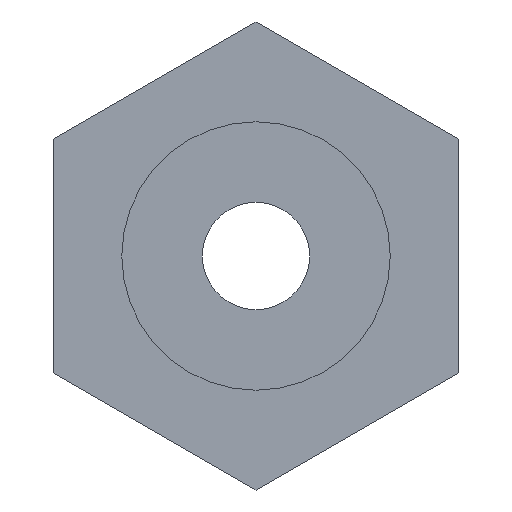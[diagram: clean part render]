
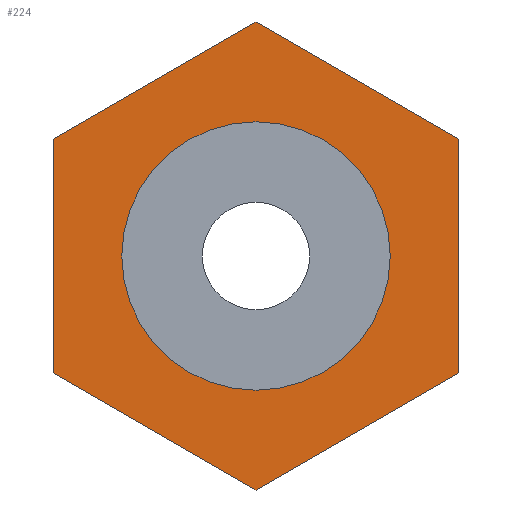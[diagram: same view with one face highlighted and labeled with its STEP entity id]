
A CAD part, front view. The second image highlights one B-rep face of the part: STEP entity #224.
In plain terms, the highlighted planar face has unit normal (0, -1, 0).
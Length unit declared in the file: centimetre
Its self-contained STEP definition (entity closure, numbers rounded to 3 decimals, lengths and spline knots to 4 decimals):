
#18 = DIRECTION ( 'NONE',  ( -0.866, 0., 0.5 ) ) ;
#26 = DIRECTION ( 'NONE',  ( -0.866, 0., -0.5 ) ) ;
#27 = EDGE_LOOP ( 'NONE', ( #176, #380 ) ) ;
#34 = DIRECTION ( 'NONE',  ( 0., 0., 1. ) ) ;
#45 = DIRECTION ( 'NONE',  ( 0., 0., 1. ) ) ;
#52 = VERTEX_POINT ( 'NONE', #300 ) ;
#67 = VERTEX_POINT ( 'NONE', #538 ) ;
#69 = LINE ( 'NONE', #464, #73 ) ;
#73 = VECTOR ( 'NONE', #26, 100. ) ;
#115 = EDGE_CURVE ( 'NONE', #67, #228, #233, .T. ) ;
#116 = VERTEX_POINT ( 'NONE', #320 ) ;
#122 = EDGE_CURVE ( 'NONE', #116, #422, #461, .T. ) ;
#123 = PLANE ( 'NONE',  #356 ) ;
#128 = DIRECTION ( 'NONE',  ( 0., 0., 1. ) ) ;
#131 = EDGE_CURVE ( 'NONE', #408, #116, #345, .T. ) ;
#135 = LINE ( 'NONE', #615, #193 ) ;
#136 = CARTESIAN_POINT ( 'NONE',  ( -0.755, 0., -0.4359 ) ) ;
#138 = ORIENTED_EDGE ( 'NONE', *, *, #122, .F. ) ;
#153 = VECTOR ( 'NONE', #426, 100. ) ;
#157 = CARTESIAN_POINT ( 'NONE',  ( 0.755, 0., 0.4359 ) ) ;
#175 = DIRECTION ( 'NONE',  ( 0., 1., 0. ) ) ;
#176 = ORIENTED_EDGE ( 'NONE', *, *, #234, .F. ) ;
#183 = CARTESIAN_POINT ( 'NONE',  ( 0., 0., 0. ) ) ;
#185 = CARTESIAN_POINT ( 'NONE',  ( 0., 0., 0.8718 ) ) ;
#193 = VECTOR ( 'NONE', #565, 100. ) ;
#199 = EDGE_CURVE ( 'NONE', #422, #67, #69, .T. ) ;
#201 = VECTOR ( 'NONE', #45, 100. ) ;
#218 = AXIS2_PLACEMENT_3D ( 'NONE', #277, #563, #275 ) ;
#219 = CIRCLE ( 'NONE', #597, 0.5 ) ;
#224 = ADVANCED_FACE ( 'NONE', ( #519, #526 ), #123, .F. ) ;
#227 = CARTESIAN_POINT ( 'NONE',  ( 0., 0., 0. ) ) ;
#228 = VERTEX_POINT ( 'NONE', #515 ) ;
#233 = LINE ( 'NONE', #505, #446 ) ;
#234 = EDGE_CURVE ( 'NONE', #52, #362, #480, .T. ) ;
#255 = EDGE_CURVE ( 'NONE', #577, #408, #135, .T. ) ;
#270 = DIRECTION ( 'NONE',  ( 0., 0., -1. ) ) ;
#275 = DIRECTION ( 'NONE',  ( 0., 0., 1. ) ) ;
#277 = CARTESIAN_POINT ( 'NONE',  ( 0., 0., 0. ) ) ;
#300 = CARTESIAN_POINT ( 'NONE',  ( 0., 0., 0.5 ) ) ;
#320 = CARTESIAN_POINT ( 'NONE',  ( 0.755, 0., 0.4359 ) ) ;
#321 = EDGE_CURVE ( 'NONE', #362, #52, #219, .T. ) ;
#345 = LINE ( 'NONE', #463, #153 ) ;
#355 = ORIENTED_EDGE ( 'NONE', *, *, #474, .F. ) ;
#356 = AXIS2_PLACEMENT_3D ( 'NONE', #227, #175, #34 ) ;
#362 = VERTEX_POINT ( 'NONE', #528 ) ;
#380 = ORIENTED_EDGE ( 'NONE', *, *, #321, .F. ) ;
#406 = ORIENTED_EDGE ( 'NONE', *, *, #255, .F. ) ;
#408 = VERTEX_POINT ( 'NONE', #185 ) ;
#422 = VERTEX_POINT ( 'NONE', #573 ) ;
#426 = DIRECTION ( 'NONE',  ( 0.866, 0., -0.5 ) ) ;
#446 = VECTOR ( 'NONE', #18, 100. ) ;
#461 = LINE ( 'NONE', #157, #589 ) ;
#463 = CARTESIAN_POINT ( 'NONE',  ( 0., 0., 0.8718 ) ) ;
#464 = CARTESIAN_POINT ( 'NONE',  ( 0.755, 0., -0.4359 ) ) ;
#467 = ORIENTED_EDGE ( 'NONE', *, *, #199, .F. ) ;
#474 = EDGE_CURVE ( 'NONE', #228, #577, #530, .T. ) ;
#480 = CIRCLE ( 'NONE', #218, 0.5 ) ;
#505 = CARTESIAN_POINT ( 'NONE',  ( 0., 0., -0.8718 ) ) ;
#509 = ORIENTED_EDGE ( 'NONE', *, *, #115, .F. ) ;
#515 = CARTESIAN_POINT ( 'NONE',  ( -0.755, 0., -0.4359 ) ) ;
#519 = FACE_BOUND ( 'NONE', #27, .T. ) ;
#526 = FACE_OUTER_BOUND ( 'NONE', #612, .T. ) ;
#528 = CARTESIAN_POINT ( 'NONE',  ( 0., 0., -0.5 ) ) ;
#530 = LINE ( 'NONE', #136, #201 ) ;
#536 = ORIENTED_EDGE ( 'NONE', *, *, #131, .F. ) ;
#538 = CARTESIAN_POINT ( 'NONE',  ( 0., 0., -0.8718 ) ) ;
#563 = DIRECTION ( 'NONE',  ( 0., -1., 0. ) ) ;
#565 = DIRECTION ( 'NONE',  ( 0.866, 0., 0.5 ) ) ;
#573 = CARTESIAN_POINT ( 'NONE',  ( 0.755, 0., -0.4359 ) ) ;
#576 = DIRECTION ( 'NONE',  ( 0., -1., 0. ) ) ;
#577 = VERTEX_POINT ( 'NONE', #586 ) ;
#586 = CARTESIAN_POINT ( 'NONE',  ( -0.755, 0., 0.4359 ) ) ;
#589 = VECTOR ( 'NONE', #270, 100. ) ;
#597 = AXIS2_PLACEMENT_3D ( 'NONE', #183, #576, #128 ) ;
#612 = EDGE_LOOP ( 'NONE', ( #467, #138, #536, #406, #355, #509 ) ) ;
#615 = CARTESIAN_POINT ( 'NONE',  ( -0.755, 0., 0.4359 ) ) ;
